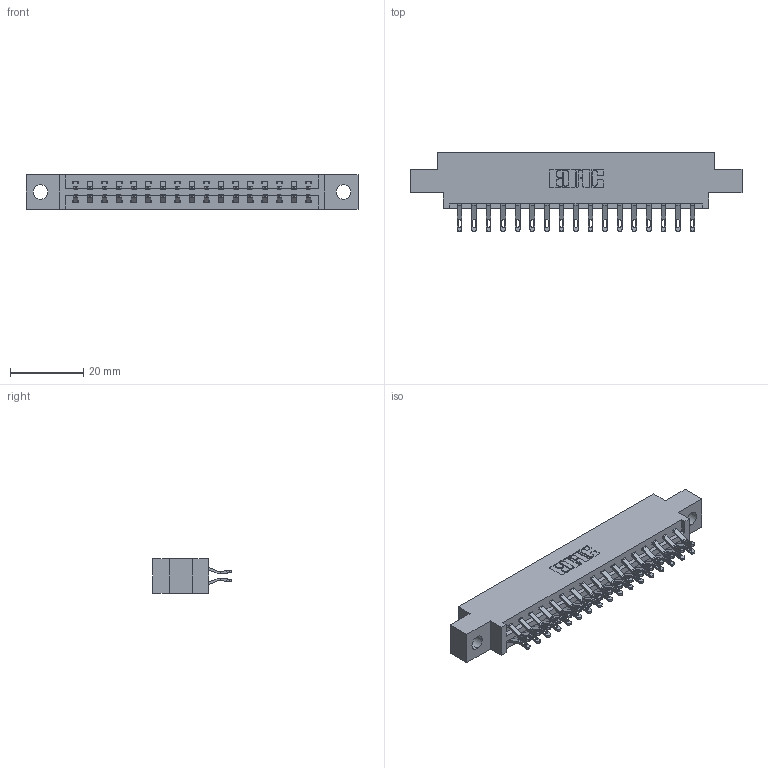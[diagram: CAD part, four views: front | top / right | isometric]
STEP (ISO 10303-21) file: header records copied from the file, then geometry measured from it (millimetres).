
FILE_DESCRIPTION (( 'STEP AP203' ), '1' );
FILE_NAME ('337-034-555-804.STEP', '2018-08-07T13:11:44', ( '' ), ( '' ), 'SwSTEP 2.0', 'SolidWorks 2016', '' );
FILE_SCHEMA (( 'CONFIG_CONTROL_DESIGN' ));
Length unit declared in the file: inch
Products named in the file (3): 337-034-555-804; 337 Part_0.170 Offset - 0.156 Dia-TH; 345-292-001_555 Tail
Assembly tree (35 placements, depth 2):
  337-034-555-804
    337 Part_0.170 Offset - 0.156 Dia-TH
    345-292-001_555 Tail  x34
Bounding box: 90.37 x 21.47 x 9.4 mm (x, y, z)
Volume: 9084.7 mm3; surface area: 10304.3 mm2
Topology: 35 solids, 35 shells, 2158 faces, 6749 edges, 4498 vertices
Faces by surface type: plane 1298, cylinder 860
Entity records: 16875 total; most frequent: CARTESIAN_POINT 2900, ORIENTED_EDGE 2806, DIRECTION 2483, EDGE_CURVE 1403, VECTOR 1255, LINE 1255, VERTEX_POINT 934, AXIS2_PLACEMENT_3D 614
